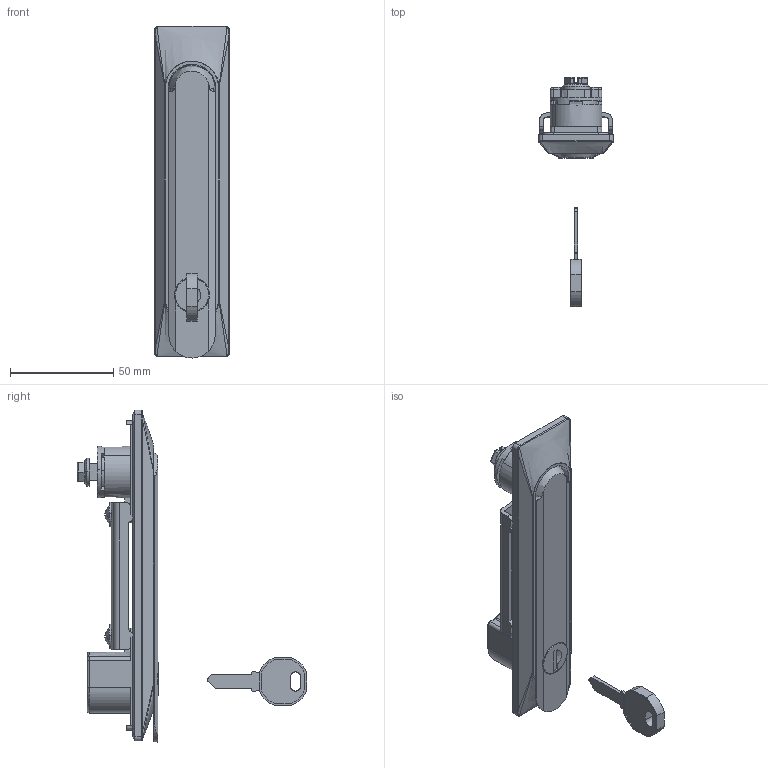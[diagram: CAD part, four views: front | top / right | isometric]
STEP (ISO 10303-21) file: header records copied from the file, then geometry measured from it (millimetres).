
FILE_DESCRIPTION((''),'2;1');
FILE_NAME('','2013-02-25T10:29:06',(''),(''),'','CADfix','');
FILE_SCHEMA(('AUTOMOTIVE_DESIGN { 1 0 10303 214 1 1 1 1 }'));
Length unit declared in the file: millimetre
Bounding box: 36 x 110.9 x 160.49 mm (x, y, z)
Volume: 77532.6 mm3; surface area: 45527.4 mm2
Topology: 7 solids, 7 shells, 515 faces, 1387 edges, 908 vertices
Faces by surface type: bspline 515
Entity records: 21312 total; most frequent: CARTESIAN_POINT 13442, ORIENTED_EDGE 2774, EDGE_CURVE 1387, VERTEX_POINT 908, QUASI_UNIFORM_CURVE 696, EDGE_LOOP 547, FACE_OUTER_BOUND 515, ADVANCED_FACE 515
